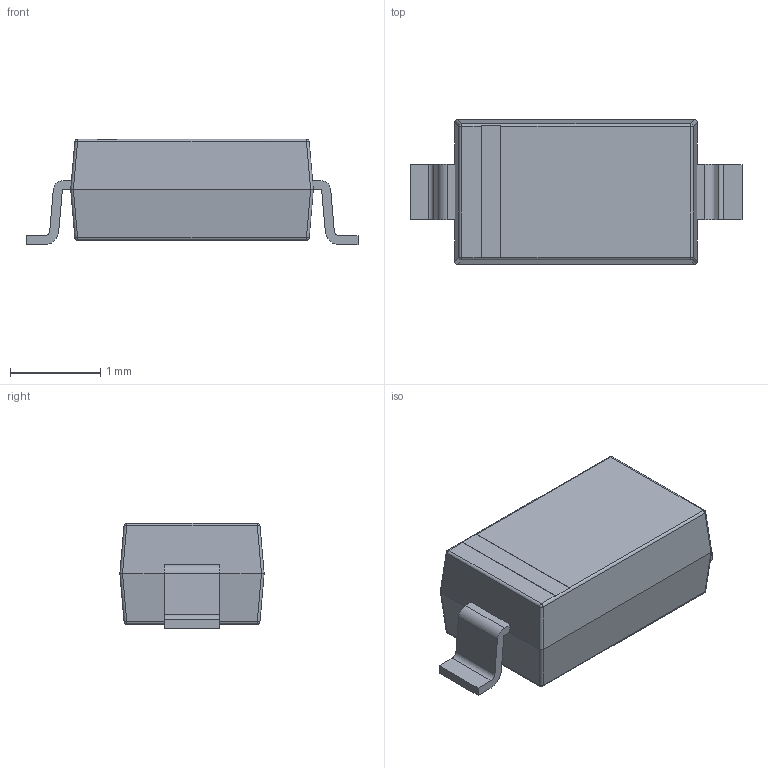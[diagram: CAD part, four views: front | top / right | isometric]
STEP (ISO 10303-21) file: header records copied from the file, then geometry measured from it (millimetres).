
FILE_DESCRIPTION (( 'STEP AP214' ), '1' );
FILE_NAME ('SOD-123_L2.7-W1.6-LS3.7-RD-4.STEP', '2021-09-15T05:15:23', ( 'PC' ), ( 'Microsoft' ), 'SwSTEP 2.0', 'SolidWorks 2018', '' );
FILE_SCHEMA (( 'AUTOMOTIVE_DESIGN' ));
Length unit declared in the file: millimetre
Products named in the file (2): SOD-123_L2.7-W1.6-LS3.7-RD-4
Bounding box: 3.68 x 1.6 x 1.17 mm (x, y, z)
Volume: 4.7 mm3; surface area: 19.8 mm2
Topology: 1 solids, 1 shells, 123 faces, 306 edges, 192 vertices
Faces by surface type: plane 77, cylinder 24, bspline 14, sphere 8
Entity records: 5678 total; most frequent: CARTESIAN_POINT 1433, ORIENTED_EDGE 612, DIRECTION 540, EDGE_CURVE 306, VECTOR 230, LINE 230, VERTEX_POINT 192, AXIS2_PLACEMENT_3D 155
